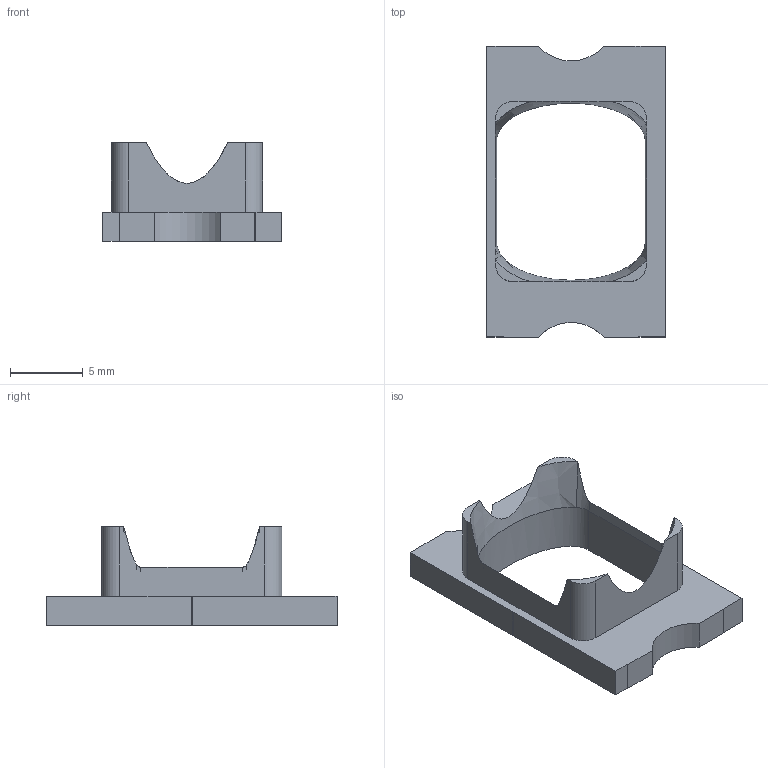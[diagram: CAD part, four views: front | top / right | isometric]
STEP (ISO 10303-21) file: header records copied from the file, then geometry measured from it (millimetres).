
FILE_DESCRIPTION(/* description */ (''),/* implementation_level */ '2;1');
FILE_NAME(/* name */ 'Motor clip.step',/* time_stamp */ '2025-12-05T15:55:25Z',/* author */ (''),/* organization */ (''),/* preprocessor_version */ 'ST-DEVELOPER v20.1',/* originating_system */ 'Autodesk Translation Framework v14.21.0.0',/* authorisation */ '');
FILE_SCHEMA (('AUTOMOTIVE_DESIGN { 1 0 10303 214 3 1 1 }'));
Length unit declared in the file: millimetre
Products named in the file (1): Motor clip
Bounding box: 12.31 x 20.05 x 6.8 mm (x, y, z)
Volume: 302.4 mm3; surface area: 717.1 mm2
Topology: 1 solids, 1 shells, 48 faces, 128 edges, 82 vertices
Faces by surface type: plane 25, bspline 12, cylinder 11
Entity records: 1949 total; most frequent: CARTESIAN_POINT 781, ORIENTED_EDGE 256, DIRECTION 200, EDGE_CURVE 128, LINE 82, VECTOR 82, VERTEX_POINT 82, AXIS2_PLACEMENT_3D 59
